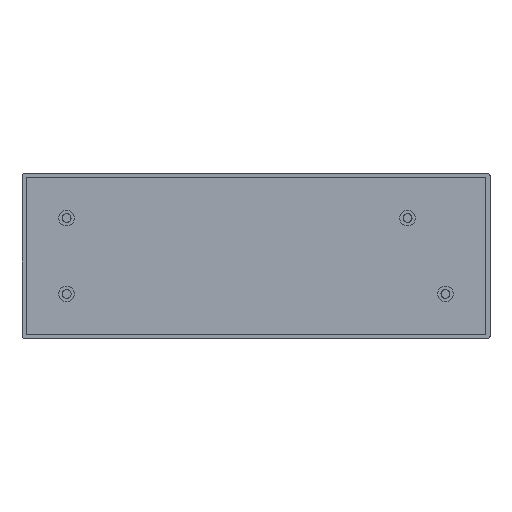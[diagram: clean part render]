
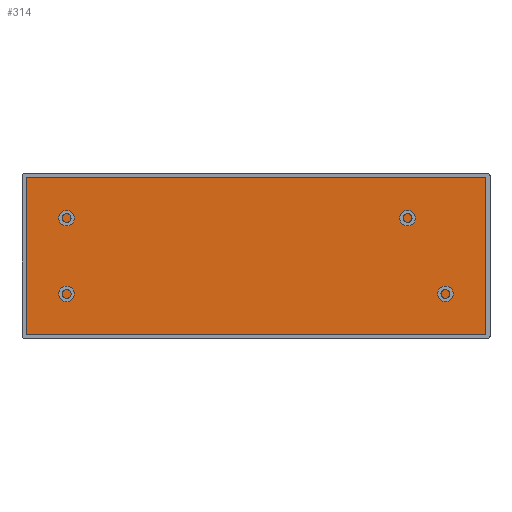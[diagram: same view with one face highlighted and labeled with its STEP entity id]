
A CAD part, top view. The second image highlights one B-rep face of the part: STEP entity #314.
In plain terms, the highlighted planar face has unit normal (0, 0, 1).
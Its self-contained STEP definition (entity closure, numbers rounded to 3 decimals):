
#32=CARTESIAN_POINT('',(-104.,-37.,-6.));
#33=VERTEX_POINT('',#32);
#34=CARTESIAN_POINT('',(-105.,-36.,-6.));
#35=VERTEX_POINT('',#34);
#36=CARTESIAN_POINT('',(-104.,-36.,-6.));
#37=DIRECTION('',(0.,0.,-1.));
#38=DIRECTION('',(-1.,0.,0.));
#39=AXIS2_PLACEMENT_3D('',#36,#37,#38);
#40=CIRCLE('',#39,1.);
#41=EDGE_CURVE('',#33,#35,#40,.T.);
#74=CARTESIAN_POINT('',(-105.,36.,-6.));
#75=VERTEX_POINT('',#74);
#76=CARTESIAN_POINT('',(-105.,-36.,-6.));
#77=DIRECTION('',(0.,1.,0.));
#78=VECTOR('',#77,72.);
#79=LINE('',#76,#78);
#80=EDGE_CURVE('',#35,#75,#79,.T.);
#105=CARTESIAN_POINT('',(-104.,37.,-6.));
#106=VERTEX_POINT('',#105);
#107=CARTESIAN_POINT('',(-104.,36.,-6.));
#108=DIRECTION('',(0.,0.,-1.));
#109=DIRECTION('',(-1.,0.,0.));
#110=AXIS2_PLACEMENT_3D('',#107,#108,#109);
#111=CIRCLE('',#110,1.);
#112=EDGE_CURVE('',#75,#106,#111,.T.);
#138=CARTESIAN_POINT('',(104.,37.,-6.));
#139=VERTEX_POINT('',#138);
#140=CARTESIAN_POINT('',(-104.,37.,-6.));
#141=DIRECTION('',(1.,0.,-0.));
#142=VECTOR('',#141,208.);
#143=LINE('',#140,#142);
#144=EDGE_CURVE('',#106,#139,#143,.T.);
#169=CARTESIAN_POINT('',(105.,36.,-6.));
#170=VERTEX_POINT('',#169);
#171=CARTESIAN_POINT('',(104.,36.,-6.));
#172=DIRECTION('',(0.,0.,-1.));
#173=DIRECTION('',(-1.,0.,0.));
#174=AXIS2_PLACEMENT_3D('',#171,#172,#173);
#175=CIRCLE('',#174,1.);
#176=EDGE_CURVE('',#139,#170,#175,.T.);
#202=CARTESIAN_POINT('',(105.,-36.,-6.));
#203=VERTEX_POINT('',#202);
#204=CARTESIAN_POINT('',(105.,36.,-6.));
#205=DIRECTION('',(0.,-1.,0.));
#206=VECTOR('',#205,72.);
#207=LINE('',#204,#206);
#208=EDGE_CURVE('',#170,#203,#207,.T.);
#233=CARTESIAN_POINT('',(104.,-37.,-6.));
#234=VERTEX_POINT('',#233);
#235=CARTESIAN_POINT('',(104.,-36.,-6.));
#236=DIRECTION('',(0.,0.,-1.));
#237=DIRECTION('',(-1.,0.,0.));
#238=AXIS2_PLACEMENT_3D('',#235,#236,#237);
#239=CIRCLE('',#238,1.);
#240=EDGE_CURVE('',#203,#234,#239,.T.);
#266=CARTESIAN_POINT('',(104.,-37.,-6.));
#267=DIRECTION('',(-1.,0.,0.));
#268=VECTOR('',#267,208.);
#269=LINE('',#266,#268);
#270=EDGE_CURVE('',#234,#33,#269,.T.);
#299=CARTESIAN_POINT('',(0.,0.,-6.));
#300=DIRECTION('',(0.,0.,-1.));
#301=DIRECTION('',(-1.,0.,0.));
#302=AXIS2_PLACEMENT_3D('',#299,#300,#301);
#303=PLANE('',#302);
#304=ORIENTED_EDGE('',*,*,#41,.F.);
#305=ORIENTED_EDGE('',*,*,#270,.F.);
#306=ORIENTED_EDGE('',*,*,#240,.F.);
#307=ORIENTED_EDGE('',*,*,#208,.F.);
#308=ORIENTED_EDGE('',*,*,#176,.F.);
#309=ORIENTED_EDGE('',*,*,#144,.F.);
#310=ORIENTED_EDGE('',*,*,#112,.F.);
#311=ORIENTED_EDGE('',*,*,#80,.F.);
#312=EDGE_LOOP('',(#304,#305,#306,#307,#308,#309,#310,#311));
#313=FACE_BOUND('',#312,.T.);
#314=ADVANCED_FACE('',(#313),#303,.F.);
